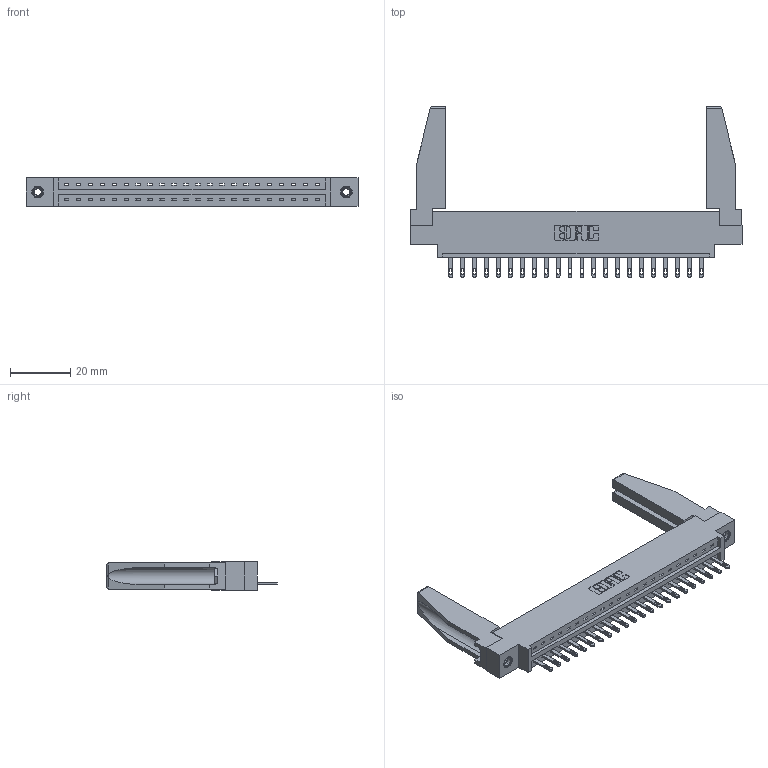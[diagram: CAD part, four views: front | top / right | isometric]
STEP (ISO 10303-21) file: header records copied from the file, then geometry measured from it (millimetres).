
FILE_DESCRIPTION (( 'STEP AP203' ), '1' );
FILE_NAME ('337-022-500-678.STEP', '2019-09-29T01:31:35', ( '' ), ( '' ), 'SwSTEP 2.0', 'SolidWorks 2016', '' );
FILE_SCHEMA (( 'CONFIG_CONTROL_DESIGN' ));
Length unit declared in the file: inch
Products named in the file (5): 337 Part_0.170 Offset - 0.156 Dia-TI; 307-220-078; 345-292-001_345-293-100; 337-022-500-678; 345-250-001_345-250-001-102
Assembly tree (27 placements, depth 2):
  337-022-500-678
    337 Part_0.170 Offset - 0.156 Dia-TI
    345-292-001_345-293-100  x22
    345-250-001_345-250-001-102  x2
    307-220-078  x2
Bounding box: 110.19 x 56.65 x 9.4 mm (x, y, z)
Volume: 15091.1 mm3; surface area: 15341.5 mm2
Topology: 27 solids, 27 shells, 1524 faces, 4613 edges, 3066 vertices
Faces by surface type: plane 1038, cylinder 470, cone 12, torus 4
Entity records: 21442 total; most frequent: CARTESIAN_POINT 3726, ORIENTED_EDGE 3640, DIRECTION 3188, EDGE_CURVE 1820, LINE 1650, VECTOR 1650, VERTEX_POINT 1208, AXIS2_PLACEMENT_3D 769
